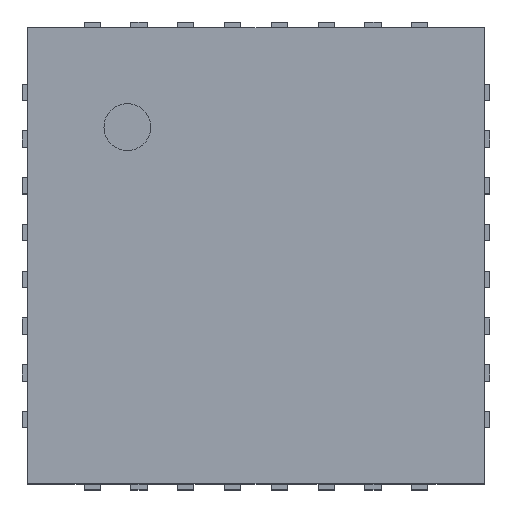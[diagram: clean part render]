
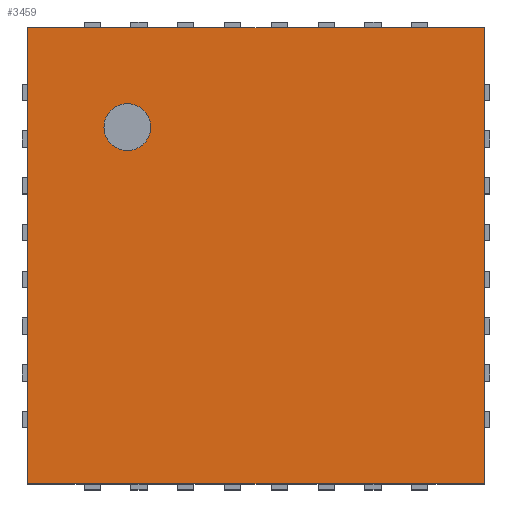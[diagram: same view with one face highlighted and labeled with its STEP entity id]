
A CAD part, top view. The second image highlights one B-rep face of the part: STEP entity #3459.
In plain terms, the highlighted planar face has unit normal (0, 0, 1).
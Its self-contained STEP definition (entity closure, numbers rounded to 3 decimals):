
#13=DIRECTION('',(0.,0.,1.));
#27=VECTOR('',#28,1.);
#28=DIRECTION('',(0.,-1.,0.));
#79=DIRECTION('',(1.,0.,0.));
#126=VECTOR('',#79,1.);
#913=ORIENTED_EDGE('',*,*,#914,.F.);
#914=EDGE_CURVE('',#915,#917,#919,.T.);
#915=VERTEX_POINT('',#916);
#916=CARTESIAN_POINT('',(-1.95,1.95,1.1));
#917=VERTEX_POINT('',#918);
#918=CARTESIAN_POINT('',(1.95,1.95,1.1));
#919=LINE('',#916,#126);
#941=DIRECTION('',(0.,0.,-1.));
#1072=ORIENTED_EDGE('',*,*,#1073,.T.);
#1073=EDGE_CURVE('',#915,#1074,#1076,.T.);
#1074=VERTEX_POINT('',#1075);
#1075=CARTESIAN_POINT('',(-1.95,-1.95,1.1));
#1076=LINE('',#916,#27);
#2220=EDGE_CURVE('',#917,#2221,#2223,.T.);
#2221=VERTEX_POINT('',#2222);
#2222=CARTESIAN_POINT('',(1.95,-1.95,1.1));
#2223=LINE('',#918,#27);
#2362=EDGE_CURVE('',#1074,#2221,#2363,.T.);
#2363=LINE('',#1075,#126);
#3459=ADVANCED_FACE('',(#3460,#3464),#3473,.T.);
#3460=FACE_BOUND('',#3461,.T.);
#3461=EDGE_LOOP('',(#913,#1072,#3462,#3463));
#3462=ORIENTED_EDGE('',*,*,#2362,.T.);
#3463=ORIENTED_EDGE('',*,*,#2220,.F.);
#3464=FACE_BOUND('',#3465,.T.);
#3465=EDGE_LOOP('',(#3466));
#3466=ORIENTED_EDGE('',*,*,#3467,.T.);
#3467=EDGE_CURVE('',#3468,#3468,#3470,.T.);
#3468=VERTEX_POINT('',#3469);
#3469=CARTESIAN_POINT('',(-1.1,0.9,1.1));
#3470=CIRCLE('',#3471,0.2);
#3471=AXIS2_PLACEMENT_3D('',#3472,#941,#28);
#3472=CARTESIAN_POINT('',(-1.1,1.1,1.1));
#3473=PLANE('',#3474);
#3474=AXIS2_PLACEMENT_3D('',#916,#13,#28);
